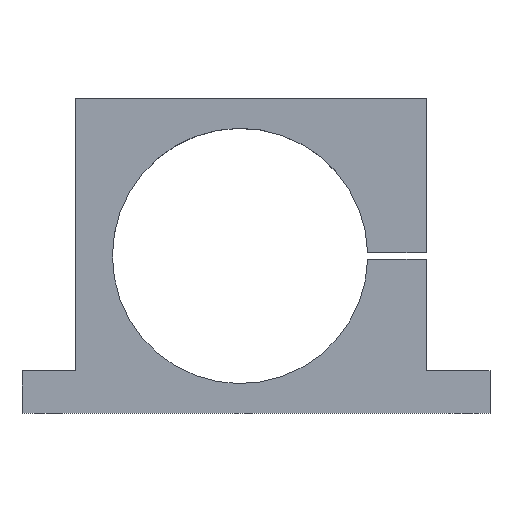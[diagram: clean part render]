
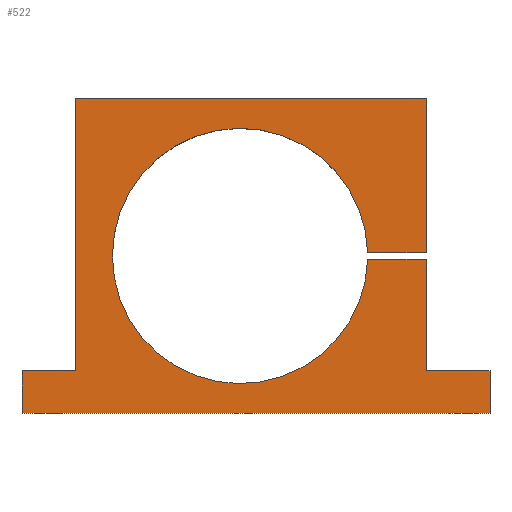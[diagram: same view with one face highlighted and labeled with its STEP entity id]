
A CAD part, top view. The second image highlights one B-rep face of the part: STEP entity #522.
In plain terms, the highlighted planar face has unit normal (0, 0, 1).
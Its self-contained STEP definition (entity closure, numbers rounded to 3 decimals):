
#8 = VERTEX_POINT ( 'NONE', #338 ) ;
#11 = ORIENTED_EDGE ( 'NONE', *, *, #540, .T. ) ;
#23 = CARTESIAN_POINT ( 'NONE',  ( 59.981, -1.5, 15. ) ) ;
#30 = EDGE_CURVE ( 'NONE', #8, #278, #61, .T. ) ;
#31 = DIRECTION ( 'NONE',  ( 0., 1., 0. ) ) ;
#35 = CARTESIAN_POINT ( 'NONE',  ( -77.5, 74., 15. ) ) ;
#46 = VECTOR ( 'NONE', #487, 1000. ) ;
#50 = VECTOR ( 'NONE', #261, 1000. ) ;
#60 = AXIS2_PLACEMENT_3D ( 'NONE', #192, #526, #241 ) ;
#61 = LINE ( 'NONE', #433, #443 ) ;
#66 = EDGE_CURVE ( 'NONE', #611, #475, #457, .T. ) ;
#67 = LINE ( 'NONE', #477, #50 ) ;
#70 = CARTESIAN_POINT ( 'NONE',  ( 87.5, -54., 15. ) ) ;
#83 = EDGE_CURVE ( 'NONE', #475, #168, #649, .T. ) ;
#94 = ORIENTED_EDGE ( 'NONE', *, *, #121, .T. ) ;
#104 = AXIS2_PLACEMENT_3D ( 'NONE', #530, #243, #578 ) ;
#107 = CIRCLE ( 'NONE', #104, 60. ) ;
#111 = ORIENTED_EDGE ( 'NONE', *, *, #30, .T. ) ;
#120 = ORIENTED_EDGE ( 'NONE', *, *, #176, .T. ) ;
#121 = EDGE_CURVE ( 'NONE', #277, #515, #635, .T. ) ;
#124 = CARTESIAN_POINT ( 'NONE',  ( -102.5, -74., 15. ) ) ;
#126 = CARTESIAN_POINT ( 'NONE',  ( 117.5, -54., 15. ) ) ;
#130 = FACE_OUTER_BOUND ( 'NONE', #301, .T. ) ;
#135 = CARTESIAN_POINT ( 'NONE',  ( -102.5, -54., 15. ) ) ;
#136 = CARTESIAN_POINT ( 'NONE',  ( -77.5, 74., 15. ) ) ;
#161 = CARTESIAN_POINT ( 'NONE',  ( -102.5, -54., 15. ) ) ;
#168 = VERTEX_POINT ( 'NONE', #136 ) ;
#176 = EDGE_CURVE ( 'NONE', #585, #190, #618, .T. ) ;
#180 = ORIENTED_EDGE ( 'NONE', *, *, #239, .T. ) ;
#183 = DIRECTION ( 'NONE',  ( 0., -1., 0. ) ) ;
#188 = CARTESIAN_POINT ( 'NONE',  ( -77.5, -54., 15. ) ) ;
#190 = VERTEX_POINT ( 'NONE', #23 ) ;
#192 = CARTESIAN_POINT ( 'NONE',  ( 0., 0., 15. ) ) ;
#210 = DIRECTION ( 'NONE',  ( -1., 0., 0. ) ) ;
#219 = VERTEX_POINT ( 'NONE', #329 ) ;
#224 = ORIENTED_EDGE ( 'NONE', *, *, #571, .T. ) ;
#226 = VERTEX_POINT ( 'NONE', #291 ) ;
#234 = CARTESIAN_POINT ( 'NONE',  ( 87.5, 1.5, 15. ) ) ;
#235 = CARTESIAN_POINT ( 'NONE',  ( 59.981, 1.5, 15. ) ) ;
#239 = EDGE_CURVE ( 'NONE', #515, #219, #538, .T. ) ;
#241 = DIRECTION ( 'NONE',  ( 1., 0., 0. ) ) ;
#243 = DIRECTION ( 'NONE',  ( 0., 0., -1. ) ) ;
#261 = DIRECTION ( 'NONE',  ( 0., 1., 0. ) ) ;
#265 = VECTOR ( 'NONE', #210, 1000. ) ;
#275 = CARTESIAN_POINT ( 'NONE',  ( -77.5, -54., 15. ) ) ;
#276 = EDGE_CURVE ( 'NONE', #294, #611, #480, .T. ) ;
#277 = VERTEX_POINT ( 'NONE', #275 ) ;
#278 = VERTEX_POINT ( 'NONE', #126 ) ;
#287 = DIRECTION ( 'NONE',  ( -1., 0., 0. ) ) ;
#291 = CARTESIAN_POINT ( 'NONE',  ( 87.5, -54., 15. ) ) ;
#294 = VERTEX_POINT ( 'NONE', #235 ) ;
#295 = ORIENTED_EDGE ( 'NONE', *, *, #276, .T. ) ;
#301 = EDGE_LOOP ( 'NONE', ( #11, #295, #316, #606, #304, #94, #180, #474, #111, #343, #224, #120 ) ) ;
#304 = ORIENTED_EDGE ( 'NONE', *, *, #340, .T. ) ;
#316 = ORIENTED_EDGE ( 'NONE', *, *, #66, .T. ) ;
#319 = DIRECTION ( 'NONE',  ( 1., 0., 0. ) ) ;
#320 = VECTOR ( 'NONE', #426, 1000. ) ;
#329 = CARTESIAN_POINT ( 'NONE',  ( -102.5, -74., 15. ) ) ;
#338 = CARTESIAN_POINT ( 'NONE',  ( 117.5, -74., 15. ) ) ;
#340 = EDGE_CURVE ( 'NONE', #168, #277, #409, .T. ) ;
#343 = ORIENTED_EDGE ( 'NONE', *, *, #376, .T. ) ;
#348 = LINE ( 'NONE', #471, #320 ) ;
#360 = VECTOR ( 'NONE', #419, 1000. ) ;
#369 = VECTOR ( 'NONE', #523, 1000. ) ;
#376 = EDGE_CURVE ( 'NONE', #278, #226, #432, .T. ) ;
#393 = CARTESIAN_POINT ( 'NONE',  ( 87.5, 74., 15. ) ) ;
#409 = LINE ( 'NONE', #188, #369 ) ;
#419 = DIRECTION ( 'NONE',  ( -1., 0., 0. ) ) ;
#426 = DIRECTION ( 'NONE',  ( 1., 0., 0. ) ) ;
#432 = LINE ( 'NONE', #70, #360 ) ;
#433 = CARTESIAN_POINT ( 'NONE',  ( 117.5, -54., 15. ) ) ;
#443 = VECTOR ( 'NONE', #31, 1000. ) ;
#445 = EDGE_CURVE ( 'NONE', #219, #8, #348, .T. ) ;
#447 = CARTESIAN_POINT ( 'NONE',  ( 87.5, 1.5, 15. ) ) ;
#457 = LINE ( 'NONE', #393, #46 ) ;
#461 = VECTOR ( 'NONE', #319, 1000. ) ;
#468 = PLANE ( 'NONE',  #60 ) ;
#469 = CARTESIAN_POINT ( 'NONE',  ( 87.5, -1.5, 15. ) ) ;
#471 = CARTESIAN_POINT ( 'NONE',  ( 117.5, -74., 15. ) ) ;
#474 = ORIENTED_EDGE ( 'NONE', *, *, #445, .T. ) ;
#475 = VERTEX_POINT ( 'NONE', #637 ) ;
#477 = CARTESIAN_POINT ( 'NONE',  ( 87.5, -1.5, 15. ) ) ;
#480 = LINE ( 'NONE', #234, #461 ) ;
#487 = DIRECTION ( 'NONE',  ( 0., 1., 0. ) ) ;
#490 = VECTOR ( 'NONE', #183, 1000. ) ;
#504 = VECTOR ( 'NONE', #574, 1000. ) ;
#515 = VERTEX_POINT ( 'NONE', #161 ) ;
#522 = ADVANCED_FACE ( 'NONE', ( #130 ), #468, .T. ) ;
#523 = DIRECTION ( 'NONE',  ( 0., -1., 0. ) ) ;
#526 = DIRECTION ( 'NONE',  ( 0., 0., 1. ) ) ;
#530 = CARTESIAN_POINT ( 'NONE',  ( 0., 0., 15. ) ) ;
#538 = LINE ( 'NONE', #124, #490 ) ;
#540 = EDGE_CURVE ( 'NONE', #190, #294, #107, .T. ) ;
#549 = CARTESIAN_POINT ( 'NONE',  ( 87.5, -1.5, 15. ) ) ;
#571 = EDGE_CURVE ( 'NONE', #226, #585, #67, .T. ) ;
#574 = DIRECTION ( 'NONE',  ( -1., 0., 0. ) ) ;
#578 = DIRECTION ( 'NONE',  ( 1., 0., 0. ) ) ;
#585 = VERTEX_POINT ( 'NONE', #549 ) ;
#606 = ORIENTED_EDGE ( 'NONE', *, *, #83, .T. ) ;
#607 = VECTOR ( 'NONE', #287, 1000. ) ;
#611 = VERTEX_POINT ( 'NONE', #447 ) ;
#618 = LINE ( 'NONE', #469, #607 ) ;
#635 = LINE ( 'NONE', #135, #504 ) ;
#637 = CARTESIAN_POINT ( 'NONE',  ( 87.5, 74., 15. ) ) ;
#649 = LINE ( 'NONE', #35, #265 ) ;
